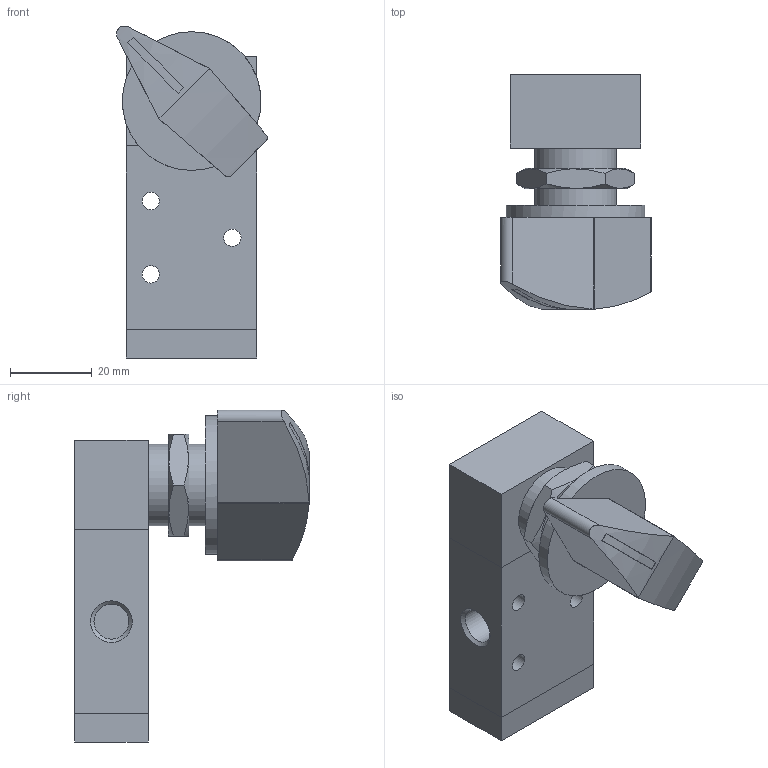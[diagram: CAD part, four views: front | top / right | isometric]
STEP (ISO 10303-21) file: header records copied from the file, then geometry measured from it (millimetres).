
FILE_DESCRIPTION((''),'2;1');
FILE_NAME('228_32_27.stp','2006-12-19T11:40:28',('rivolro1'),(''),'Autodesk Inventor 11','Autodesk Inventor 11','');
FILE_SCHEMA(('AUTOMOTIVE_DESIGN { 1 0 10303 214 1 1 1 1 }'));
Length unit declared in the file: millimetre
Products named in the file (3): 228_32_27; 614-009
Assembly tree (2 placements, depth 2):
  228_32_27
    228_32_27
    614-009
Bounding box: 36.99 x 57.51 x 81.4 mm (x, y, z)
Volume: 60884.4 mm3; surface area: 15714.1 mm2
Topology: 2 solids, 2 shells, 65 faces, 150 edges, 97 vertices
Faces by surface type: plane 38, bspline 13, cylinder 10, cone 4
Full cylindrical faces by diameter (mm): 4.25 x3, 20 x1, 34 x1
Entity records: 1979 total; most frequent: CARTESIAN_POINT 568, ORIENTED_EDGE 264, DIRECTION 249, EDGE_CURVE 132, EDGE_LOOP 97, VERTEX_POINT 95, AXIS2_PLACEMENT_3D 90, VECTOR 69
